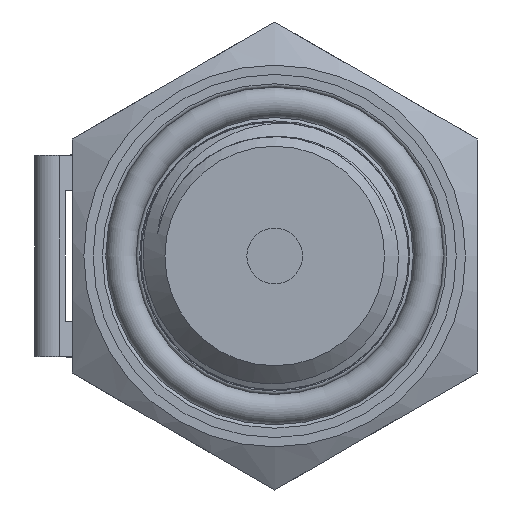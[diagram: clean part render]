
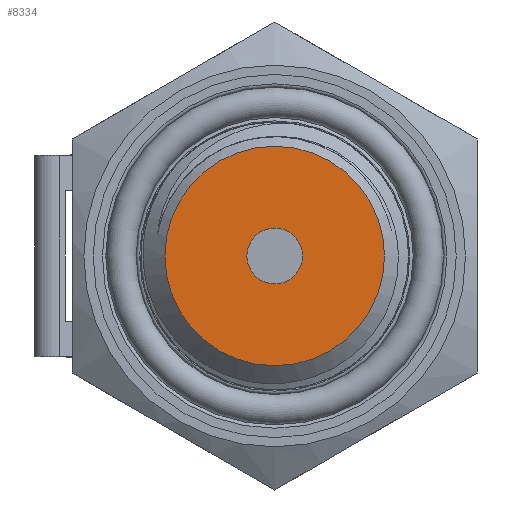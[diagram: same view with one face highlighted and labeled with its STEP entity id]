
A CAD part, left-side view. The second image highlights one B-rep face of the part: STEP entity #8334.
In plain terms, the highlighted planar face has unit normal (-1, 0, 0).
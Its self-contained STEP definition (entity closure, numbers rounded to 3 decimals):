
#144=FACE_BOUND('',#1405,.T.);
#260=PLANE('',#8786);
#896=FACE_OUTER_BOUND('',#1404,.T.);
#1404=EDGE_LOOP('',(#7112));
#1405=EDGE_LOOP('',(#7113));
#1720=CIRCLE('',#8755,6.5);
#1735=CIRCLE('',#8785,1.65);
#3943=VERTEX_POINT('',#20258);
#3955=VERTEX_POINT('',#20973);
#5030=EDGE_CURVE('',#3943,#3943,#1720,.T.);
#5053=EDGE_CURVE('',#3955,#3955,#1735,.T.);
#7112=ORIENTED_EDGE('',*,*,#5030,.T.);
#7113=ORIENTED_EDGE('',*,*,#5053,.T.);
#8334=ADVANCED_FACE('',(#896,#144),#260,.T.);
#8755=AXIS2_PLACEMENT_3D('',#20260,#9851,#9852);
#8785=AXIS2_PLACEMENT_3D('',#20974,#9919,#9920);
#8786=AXIS2_PLACEMENT_3D('',#20976,#9922,#9923);
#9851=DIRECTION('center_axis',(-1.,0.,0.));
#9852=DIRECTION('ref_axis',(0.,1.,0.));
#9919=DIRECTION('center_axis',(1.,0.,0.));
#9920=DIRECTION('ref_axis',(0.,0.,-1.));
#9922=DIRECTION('center_axis',(-1.,0.,0.));
#9923=DIRECTION('ref_axis',(0.,0.,1.));
#20258=CARTESIAN_POINT('',(0.,-6.5,0.));
#20260=CARTESIAN_POINT('Origin',(0.,0.,0.));
#20973=CARTESIAN_POINT('',(0.,-1.65,0.));
#20974=CARTESIAN_POINT('Origin',(0.,0.,0.));
#20976=CARTESIAN_POINT('Origin',(0.,8.,0.));
